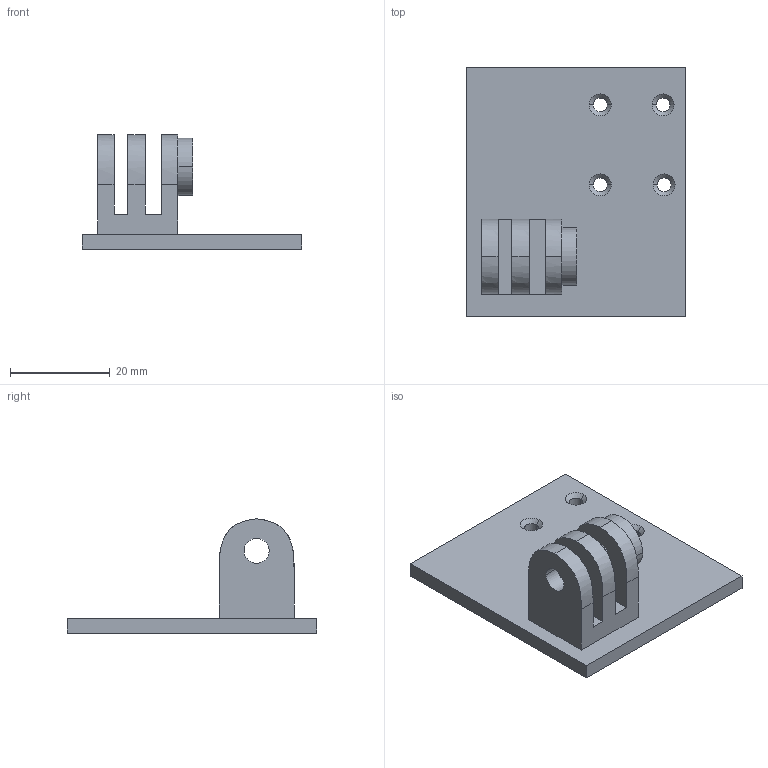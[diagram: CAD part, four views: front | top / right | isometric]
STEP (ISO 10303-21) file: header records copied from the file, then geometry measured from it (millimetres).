
FILE_DESCRIPTION (( 'STEP AP214' ), '1' );
FILE_NAME ('lebai_mount.STEP', '2025-05-21T12:47:34', ( '' ), ( '' ), 'SwSTEP 2.0', 'SolidWorks 2024', '' );
FILE_SCHEMA (( 'AUTOMOTIVE_DESIGN' ));
Length unit declared in the file: millimetre
Products named in the file (1): lebai_mount
Bounding box: 44 x 50 x 22.92 mm (x, y, z)
Volume: 9537.8 mm3; surface area: 7034.1 mm2
Topology: 1 solids, 1 shells, 54 faces, 139 edges, 90 vertices
Faces by surface type: plane 24, cylinder 16, cone 8, bspline 6
Entity records: 2227 total; most frequent: CARTESIAN_POINT 881, ORIENTED_EDGE 278, DIRECTION 256, EDGE_CURVE 139, VERTEX_POINT 90, AXIS2_PLACEMENT_3D 89, VECTOR 78, LINE 78
